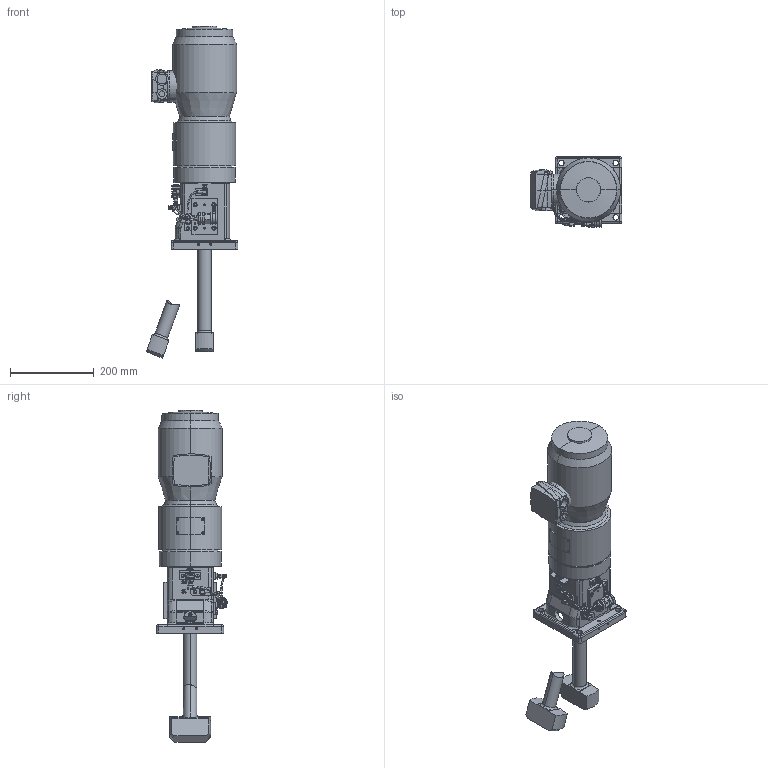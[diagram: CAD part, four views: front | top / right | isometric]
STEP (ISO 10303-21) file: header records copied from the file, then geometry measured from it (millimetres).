
FILE_DESCRIPTION(('STEP AP214'),'1');
FILE_NAME('38451216_ESS_120_20_200.stp','2019-04-03T09:36:02',(' '),(' '),'Spatial InterOp 3D',' ',' ');
FILE_SCHEMA(('automotive_design'));
Length unit declared in the file: millimetre
Products named in the file (71): _washers M8 x 1.; _Nut M8 x 1; _BALLUFF BES M08EE-PSC15B-S49G-003_1; 1; 2; 3; 4; 5; 6; 7; 8; 9; 10; 11; 12; 13; 14; 15; 16; 17; 18; 19; 20; 21; 22; 23; 24; 25; 26; 27; 28; 29; 30; 31; 32; 33; 34; 35; 36; 37 ...
Bounding box: 219.95 x 168.75 x 793.98 mm (x, y, z)
Volume: 8823631 mm3; surface area: 710994 mm2
Topology: 71 solids, 71 shells, 2394 faces, 5763 edges, 3581 vertices
Faces by surface type: cylinder 1036, plane 739, cone 352, torus 175, sphere 70, bspline 14, revolution 8
Entity records: 99286 total; most frequent: CARTESIAN_POINT 17355, DIRECTION 13114, ORIENTED_EDGE 11282, EDGE_CURVE 5641, AXIS2_PLACEMENT_3D 5341, VERTEX_POINT 3581, STYLED_ITEM 3249, PRESENTATION_STYLE_ASSIGNMENT 3249
